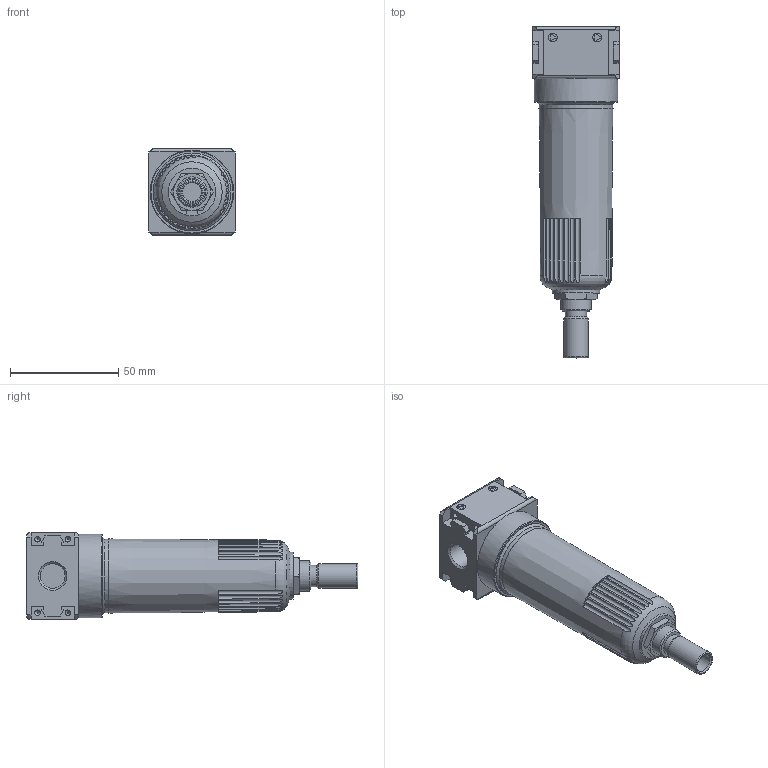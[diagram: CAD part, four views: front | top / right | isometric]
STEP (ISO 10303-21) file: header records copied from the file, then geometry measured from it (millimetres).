
FILE_DESCRIPTION( ( 'STEP AP203' ), ' ' );
FILE_NAME( '9.1301.00.062.stp', '2017-04-06T14:41:51', ( '' ), ( '' ), ' ', 'PARTsolutions', ' ' );
FILE_SCHEMA( ( 'CONFIG_CONTROL_DESIGN' ) );
Length unit declared in the file: millimetre
Products named in the file (3): 9.1301.00.062; _FV 06 K-HA(00)-1; _FV 06 K-HA-7
Assembly tree (2 placements, depth 2):
  9.1301.00.062
    _FV 06 K-HA(00)-1
    _FV 06 K-HA-7
Bounding box: 40 x 153.3 x 40 mm (x, y, z)
Volume: 125848.5 mm3; surface area: 22956.2 mm2
Topology: 2 solids, 2 shells, 226 faces, 571 edges, 374 vertices
Faces by surface type: plane 149, cylinder 55, cone 16, torus 5, bspline 1
Full cylindrical faces by diameter (mm): 2.6 x4, 3 x4, 4.1 x4, 8.566 x1, 9.728 x1, 11.3 x1, 11.445 x2, 14 x1, 16 x1, 20.3 x1, 34 x1, 36 x1, 38.5 x1
Entity records: 7685 total; most frequent: CARTESIAN_POINT 2375, DIRECTION 1048, ORIENTED_EDGE 1048, EDGE_CURVE 524, AXIS2_PLACEMENT_3D 384, VERTEX_POINT 365, EDGE_LOOP 289, LINE 280
